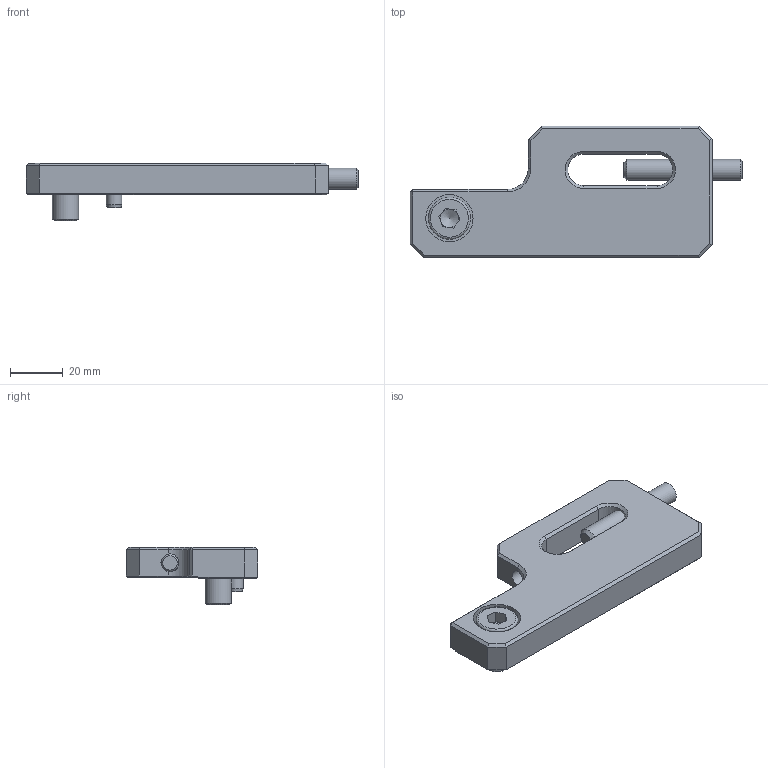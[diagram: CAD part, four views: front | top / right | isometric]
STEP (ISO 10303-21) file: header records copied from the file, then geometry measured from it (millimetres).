
FILE_DESCRIPTION (( 'STEP AP214' ), '1' );
FILE_NAME ('VK1.ER7.002.012.STEP', '2021-12-03T13:29:50', ( '' ), ( '' ), 'SwSTEP 2.0', 'SolidWorks 2017', '' );
FILE_SCHEMA (( 'AUTOMOTIVE_DESIGN' ));
Length unit declared in the file: millimetre
Products named in the file (5): ISO 4026 - M8 x 45; VK1.ER7.002.012; VK1-ER7.002.012_C; DIN 7984 - M10 x 16; ISO 8734 - 6 x 14
Assembly tree (5 placements, depth 2):
  VK1.ER7.002.012
    VK1-ER7.002.012_C
    ISO 8734 - 6 x 14  x2
    ISO 4026 - M8 x 45
    DIN 7984 - M10 x 16
Bounding box: 126.3 x 50 x 22 mm (x, y, z)
Volume: 50068.9 mm3; surface area: 17562.2 mm2
Topology: 5 solids, 5 shells, 109 faces, 238 edges, 141 vertices
Faces by surface type: plane 74, cone 17, cylinder 16, torus 2
Full cylindrical faces by diameter (mm): 5 x2, 6 x4, 6.8 x2, 8 x1, 10 x1, 11 x1, 16 x1, 18 x1
Entity records: 3190 total; most frequent: CARTESIAN_POINT 726, DIRECTION 466, ORIENTED_EDGE 402, EDGE_CURVE 201, AXIS2_PLACEMENT_3D 158, LINE 150, VECTOR 150, EDGE_LOOP 143
